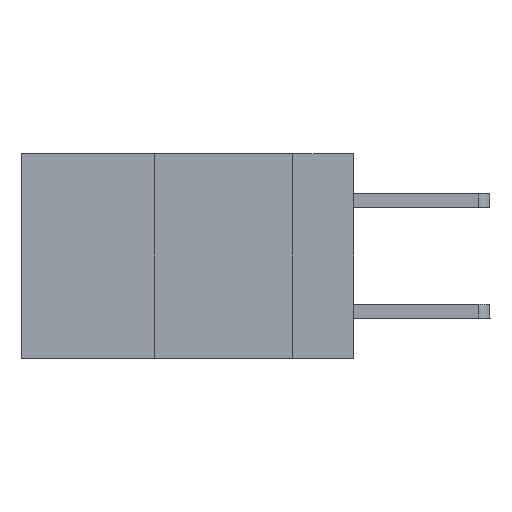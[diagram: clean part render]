
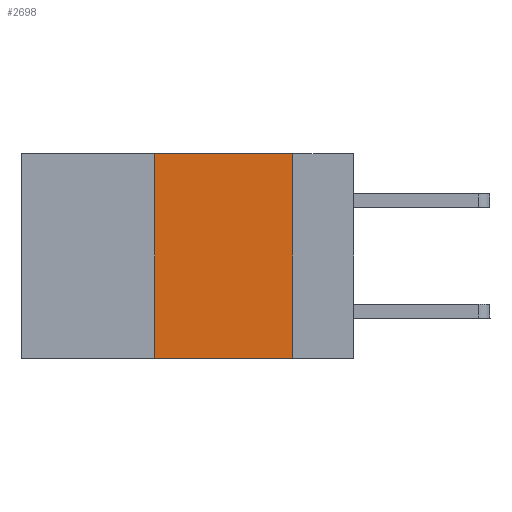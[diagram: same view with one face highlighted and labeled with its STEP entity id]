
A CAD part, left-side view. The second image highlights one B-rep face of the part: STEP entity #2698.
In plain terms, the highlighted planar face has unit normal (-1, 0, 0).
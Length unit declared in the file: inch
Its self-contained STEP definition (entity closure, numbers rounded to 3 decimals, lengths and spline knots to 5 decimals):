
#166 = CARTESIAN_POINT ( 'NONE',  ( 0., 0.36, 0. ) ) ;
#820 = DIRECTION ( 'NONE',  ( 0., 0., -1. ) ) ;
#871 = CARTESIAN_POINT ( 'NONE',  ( 0., 0.11, 0. ) ) ;
#1160 = DIRECTION ( 'NONE',  ( 0., -1., 0. ) ) ;
#1209 = VERTEX_POINT ( 'NONE', #2357 ) ;
#1246 = ORIENTED_EDGE ( 'NONE', *, *, #10844, .T. ) ;
#1784 = CARTESIAN_POINT ( 'NONE',  ( 0., 0.11, 0. ) ) ;
#2062 = CARTESIAN_POINT ( 'NONE',  ( 0., 0.36, -0.37 ) ) ;
#2357 = CARTESIAN_POINT ( 'NONE',  ( 0., 0.11, -0.37 ) ) ;
#2465 = LINE ( 'NONE', #10821, #10681 ) ;
#2698 = ADVANCED_FACE ( 'NONE', ( #12147 ), #3795, .F. ) ;
#3080 = CARTESIAN_POINT ( 'NONE',  ( 0., 0.6, -0.37 ) ) ;
#3173 = DIRECTION ( 'NONE',  ( 0., -1., 0. ) ) ;
#3379 = VERTEX_POINT ( 'NONE', #2062 ) ;
#3517 = CARTESIAN_POINT ( 'NONE',  ( 0., 0.6, 0. ) ) ;
#3795 = PLANE ( 'NONE',  #11344 ) ;
#4108 = EDGE_CURVE ( 'NONE', #3379, #8750, #2465, .T. ) ;
#4389 = VECTOR ( 'NONE', #3173, 39.37008 ) ;
#5426 = EDGE_CURVE ( 'NONE', #8750, #9527, #10364, .T. ) ;
#5934 = VECTOR ( 'NONE', #1160, 39.37008 ) ;
#6468 = LINE ( 'NONE', #3080, #5934 ) ;
#6593 = EDGE_LOOP ( 'NONE', ( #11078, #11699, #6993, #1246 ) ) ;
#6993 = ORIENTED_EDGE ( 'NONE', *, *, #4108, .F. ) ;
#8384 = CARTESIAN_POINT ( 'NONE',  ( 0., 0.6, 0. ) ) ;
#8750 = VERTEX_POINT ( 'NONE', #166 ) ;
#8911 = DIRECTION ( 'NONE',  ( 0., 0., 1. ) ) ;
#9527 = VERTEX_POINT ( 'NONE', #871 ) ;
#10081 = DIRECTION ( 'NONE',  ( 0., 0., -1. ) ) ;
#10364 = LINE ( 'NONE', #8384, #4389 ) ;
#10681 = VECTOR ( 'NONE', #8911, 39.37008 ) ;
#10776 = VECTOR ( 'NONE', #820, 39.37008 ) ;
#10821 = CARTESIAN_POINT ( 'NONE',  ( 0., 0.36, 0. ) ) ;
#10844 = EDGE_CURVE ( 'NONE', #3379, #1209, #6468, .T. ) ;
#11078 = ORIENTED_EDGE ( 'NONE', *, *, #12093, .F. ) ;
#11094 = LINE ( 'NONE', #1784, #10776 ) ;
#11109 = DIRECTION ( 'NONE',  ( 1., 0., 0. ) ) ;
#11344 = AXIS2_PLACEMENT_3D ( 'NONE', #3517, #11109, #10081 ) ;
#11699 = ORIENTED_EDGE ( 'NONE', *, *, #5426, .F. ) ;
#12093 = EDGE_CURVE ( 'NONE', #9527, #1209, #11094, .T. ) ;
#12147 = FACE_OUTER_BOUND ( 'NONE', #6593, .T. ) ;
